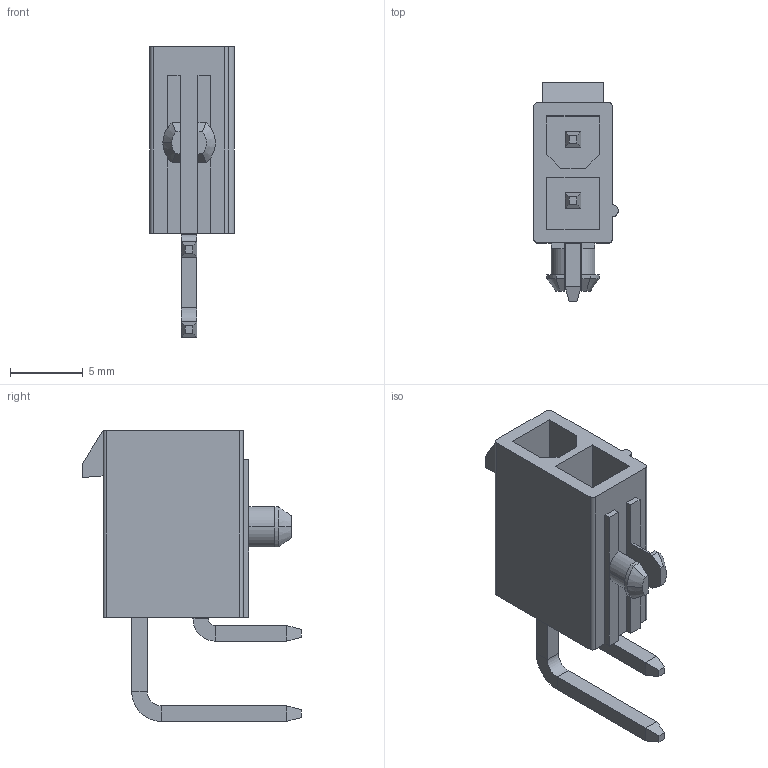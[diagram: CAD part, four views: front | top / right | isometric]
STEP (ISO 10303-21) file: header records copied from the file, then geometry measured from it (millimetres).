
FILE_DESCRIPTION (( 'STEP AP214' ), '1' );
FILE_NAME ('39-30-1020.STEP', '2024-03-19T05:03:27', ( '' ), ( '' ), 'SwSTEP 2.0', 'SolidWorks 2021', '' );
FILE_SCHEMA (( 'AUTOMOTIVE_DESIGN' ));
Length unit declared in the file: millimetre
Products named in the file (1): 39-30-1020
Bounding box: 5.8 x 15 x 19.93 mm (x, y, z)
Volume: 507 mm3; surface area: 1020.5 mm2
Topology: 5 solids, 5 shells, 124 faces, 291 edges, 179 vertices
Faces by surface type: plane 106, cylinder 15, cone 3
Entity records: 3532 total; most frequent: CARTESIAN_POINT 607, ORIENTED_EDGE 582, DIRECTION 572, EDGE_CURVE 291, VECTOR 252, LINE 252, VERTEX_POINT 179, AXIS2_PLACEMENT_3D 160
